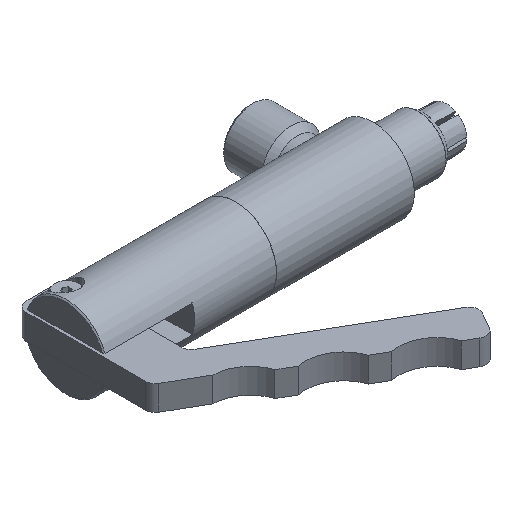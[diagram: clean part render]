
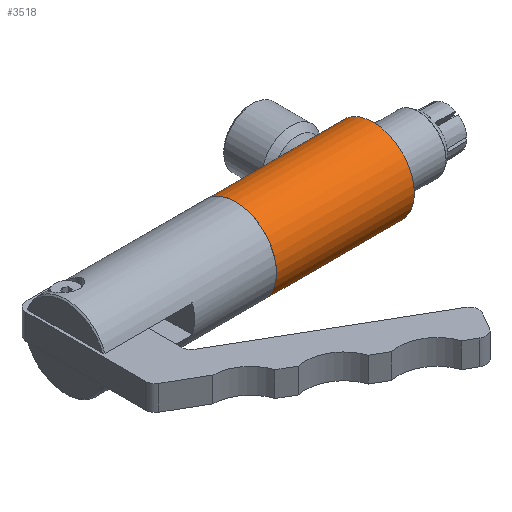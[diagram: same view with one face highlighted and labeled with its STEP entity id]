
A CAD part, isometric view. The second image highlights one B-rep face of the part: STEP entity #3518.
In plain terms, the highlighted cylindrical face has radius 13.462 mm (diameter 26.924 mm), a full revolution.
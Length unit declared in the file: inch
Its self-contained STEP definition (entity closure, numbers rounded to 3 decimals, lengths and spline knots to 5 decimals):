
#152=B_SPLINE_CURVE_WITH_KNOTS('',3,(#6294,#6295,#6296,#6297,#6298,#6299,
#6300,#6301,#6302,#6303,#6304,#6305,#6306,#6307,#6308,#6309,#6310,#6311,
#6312,#6313,#6314,#6315,#6316,#6317,#6318,#6319),.UNSPECIFIED.,.F.,.F.,
(4,2,2,2,2,2,2,2,2,2,2,2,4),(0.,0.29456,0.58913,0.88228,
1.17543,1.46859,1.76174,2.0563,2.35087,
2.64543,2.93999,3.23315,3.5263),
 .UNSPECIFIED.);
#153=B_SPLINE_CURVE_WITH_KNOTS('',3,(#6320,#6321,#6322,#6323,#6324,#6325,
#6326,#6327,#6328,#6329),.UNSPECIFIED.,.F.,.F.,(4,2,2,2,4),(3.5263,
3.81945,4.11261,4.40717,4.70174),
 .UNSPECIFIED.);
#166=FACE_BOUND('',#636,.T.);
#443=FACE_OUTER_BOUND('',#635,.T.);
#635=EDGE_LOOP('',(#3164,#3165,#3166,#3167,#3168,#3169));
#636=EDGE_LOOP('',(#3170,#3171));
#879=LINE('',#6450,#1139);
#1139=VECTOR('',#4709,0.53);
#1325=CIRCLE('',#3855,0.53);
#1326=CIRCLE('',#3856,0.53);
#1327=CIRCLE('',#3858,0.53);
#1328=CIRCLE('',#3859,0.53);
#1611=VERTEX_POINT('',#6291);
#1612=VERTEX_POINT('',#6293);
#1644=VERTEX_POINT('',#6441);
#1645=VERTEX_POINT('',#6442);
#1646=VERTEX_POINT('',#6446);
#1647=VERTEX_POINT('',#6447);
#2111=EDGE_CURVE('',#1612,#1611,#152,.T.);
#2112=EDGE_CURVE('',#1611,#1612,#153,.T.);
#2162=EDGE_CURVE('',#1644,#1645,#1325,.T.);
#2163=EDGE_CURVE('',#1645,#1644,#1326,.T.);
#2164=EDGE_CURVE('',#1646,#1647,#1327,.T.);
#2165=EDGE_CURVE('',#1647,#1646,#1328,.T.);
#2166=EDGE_CURVE('',#1647,#1645,#879,.T.);
#3164=ORIENTED_EDGE('',*,*,#2164,.F.);
#3165=ORIENTED_EDGE('',*,*,#2165,.F.);
#3166=ORIENTED_EDGE('',*,*,#2166,.T.);
#3167=ORIENTED_EDGE('',*,*,#2163,.T.);
#3168=ORIENTED_EDGE('',*,*,#2162,.T.);
#3169=ORIENTED_EDGE('',*,*,#2166,.F.);
#3170=ORIENTED_EDGE('',*,*,#2111,.T.);
#3171=ORIENTED_EDGE('',*,*,#2112,.T.);
#3357=CYLINDRICAL_SURFACE('',#3857,0.53);
#3518=ADVANCED_FACE('',(#443,#166),#3357,.T.);
#3855=AXIS2_PLACEMENT_3D('',#6443,#4699,#4700);
#3856=AXIS2_PLACEMENT_3D('',#6444,#4701,#4702);
#3857=AXIS2_PLACEMENT_3D('',#6445,#4703,#4704);
#3858=AXIS2_PLACEMENT_3D('',#6448,#4705,#4706);
#3859=AXIS2_PLACEMENT_3D('',#6449,#4707,#4708);
#4699=DIRECTION('center_axis',(1.,0.,0.));
#4700=DIRECTION('ref_axis',(0.,1.,0.));
#4701=DIRECTION('center_axis',(1.,0.,0.));
#4702=DIRECTION('ref_axis',(0.,1.,0.));
#4703=DIRECTION('center_axis',(1.,0.,0.));
#4704=DIRECTION('ref_axis',(0.,1.,0.));
#4705=DIRECTION('center_axis',(1.,0.,0.));
#4706=DIRECTION('ref_axis',(0.,1.,0.));
#4707=DIRECTION('center_axis',(1.,0.,0.));
#4708=DIRECTION('ref_axis',(0.,1.,0.));
#4709=DIRECTION('',(-1.,0.,0.));
#6291=CARTESIAN_POINT('',(3.86,0.53,0.));
#6293=CARTESIAN_POINT('',(3.561,0.43761,0.299));
#6294=CARTESIAN_POINT('Ctrl Pts',(3.561,0.43761,0.299));
#6295=CARTESIAN_POINT('Ctrl Pts',(3.52234,0.43761,0.299));
#6296=CARTESIAN_POINT('Ctrl Pts',(3.48197,0.44327,0.29109));
#6297=CARTESIAN_POINT('Ctrl Pts',(3.40871,0.46199,0.26036));
#6298=CARTESIAN_POINT('Ctrl Pts',(3.3757,0.47464,0.23755));
#6299=CARTESIAN_POINT('Ctrl Pts',(3.32357,0.49731,0.18542));
#6300=CARTESIAN_POINT('Ctrl Pts',(3.30068,0.50902,0.15238));
#6301=CARTESIAN_POINT('Ctrl Pts',(3.26987,0.52544,0.07893));
#6302=CARTESIAN_POINT('Ctrl Pts',(3.262,0.53,0.03847));
#6303=CARTESIAN_POINT('Ctrl Pts',(3.262,0.53,-0.03847));
#6304=CARTESIAN_POINT('Ctrl Pts',(3.26987,0.52544,-0.07893));
#6305=CARTESIAN_POINT('Ctrl Pts',(3.30068,0.50902,-0.15238));
#6306=CARTESIAN_POINT('Ctrl Pts',(3.32357,0.49731,-0.18542));
#6307=CARTESIAN_POINT('Ctrl Pts',(3.3757,0.47464,-0.23755));
#6308=CARTESIAN_POINT('Ctrl Pts',(3.40871,0.46199,-0.26036));
#6309=CARTESIAN_POINT('Ctrl Pts',(3.48197,0.44327,-0.29109));
#6310=CARTESIAN_POINT('Ctrl Pts',(3.52234,0.43761,-0.299));
#6311=CARTESIAN_POINT('Ctrl Pts',(3.59966,0.43761,-0.299));
#6312=CARTESIAN_POINT('Ctrl Pts',(3.64003,0.44327,-0.29109));
#6313=CARTESIAN_POINT('Ctrl Pts',(3.71329,0.46199,-0.26036));
#6314=CARTESIAN_POINT('Ctrl Pts',(3.7463,0.47464,-0.23755));
#6315=CARTESIAN_POINT('Ctrl Pts',(3.79843,0.49731,-0.18542));
#6316=CARTESIAN_POINT('Ctrl Pts',(3.82132,0.50902,-0.15238));
#6317=CARTESIAN_POINT('Ctrl Pts',(3.85213,0.52544,-0.07893));
#6318=CARTESIAN_POINT('Ctrl Pts',(3.86,0.53,-0.03847));
#6319=CARTESIAN_POINT('Ctrl Pts',(3.86,0.53,0.));
#6320=CARTESIAN_POINT('Ctrl Pts',(3.86,0.53,0.));
#6321=CARTESIAN_POINT('Ctrl Pts',(3.86,0.53,0.03847));
#6322=CARTESIAN_POINT('Ctrl Pts',(3.85213,0.52544,0.07893));
#6323=CARTESIAN_POINT('Ctrl Pts',(3.82132,0.50902,0.15238));
#6324=CARTESIAN_POINT('Ctrl Pts',(3.79843,0.49731,0.18542));
#6325=CARTESIAN_POINT('Ctrl Pts',(3.7463,0.47464,0.23755));
#6326=CARTESIAN_POINT('Ctrl Pts',(3.71329,0.46199,0.26036));
#6327=CARTESIAN_POINT('Ctrl Pts',(3.64003,0.44327,0.29109));
#6328=CARTESIAN_POINT('Ctrl Pts',(3.59966,0.43761,0.299));
#6329=CARTESIAN_POINT('Ctrl Pts',(3.561,0.43761,0.299));
#6441=CARTESIAN_POINT('',(2.196,0.53,0.));
#6442=CARTESIAN_POINT('',(2.196,-0.53,0.));
#6443=CARTESIAN_POINT('Origin',(2.196,0.,0.));
#6444=CARTESIAN_POINT('Origin',(2.196,0.,0.));
#6445=CARTESIAN_POINT('Origin',(3.08457,0.,0.));
#6446=CARTESIAN_POINT('',(3.97314,0.53,0.));
#6447=CARTESIAN_POINT('',(3.97314,-0.53,0.));
#6448=CARTESIAN_POINT('Origin',(3.97314,0.,0.));
#6449=CARTESIAN_POINT('Origin',(3.97314,0.,0.));
#6450=CARTESIAN_POINT('',(3.08457,-0.53,0.));
